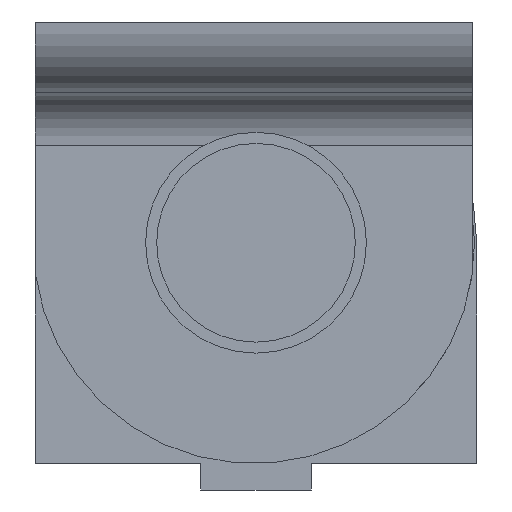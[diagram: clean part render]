
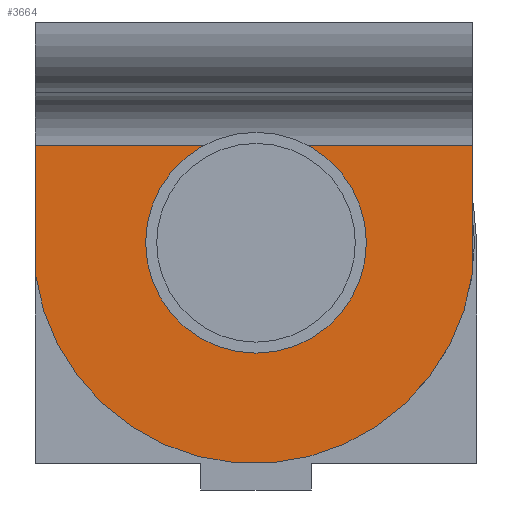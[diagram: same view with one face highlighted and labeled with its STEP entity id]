
A CAD part, left-side view. The second image highlights one B-rep face of the part: STEP entity #3664.
In plain terms, the highlighted planar face has unit normal (-1, 0, 0).
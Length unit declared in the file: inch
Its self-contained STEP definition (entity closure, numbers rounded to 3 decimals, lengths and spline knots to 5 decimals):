
#3234=CARTESIAN_POINT('',(-0.63,0.2054,0.5));
#3235=VERTEX_POINT('',#3234);
#3251=CARTESIAN_POINT('',(-0.63,-0.1954,0.5));
#3252=VERTEX_POINT('',#3251);
#3259=CARTESIAN_POINT('',(-0.63,0.005,0.5));
#3260=DIRECTION('',(1.0,0.0,0.0));
#3261=DIRECTION('',(0.0,1.0,0.0));
#3262=AXIS2_PLACEMENT_3D('',#3259,#3260,#3261);
#3263=CIRCLE('',#3262,0.2004);
#3264=EDGE_CURVE('',#3235,#3252,#3263,.T.);
#3274=CARTESIAN_POINT('',(-0.63,0.5,0.42947));
#3275=VERTEX_POINT('',#3274);
#3276=CARTESIAN_POINT('',(-0.63,-0.49,0.42947));
#3277=VERTEX_POINT('',#3276);
#3278=CARTESIAN_POINT('',(-0.63,0.005,0.5));
#3279=DIRECTION('',(-1.0,0.0,0.0));
#3280=DIRECTION('',(0.0,0.0,-1.0));
#3281=AXIS2_PLACEMENT_3D('',#3278,#3279,#3280);
#3282=CIRCLE('',#3281,0.5);
#3283=EDGE_CURVE('',#3275,#3277,#3282,.T.);
#3350=CARTESIAN_POINT('',(-0.63,-0.49,0.72));
#3351=VERTEX_POINT('',#3350);
#3359=CARTESIAN_POINT('',(-0.63,-0.49,0.72));
#3360=DIRECTION('',(0.0,0.0,-1.0));
#3361=VECTOR('',#3360,0.29053);
#3362=LINE('',#3359,#3361);
#3363=EDGE_CURVE('',#3351,#3277,#3362,.T.);
#3408=CARTESIAN_POINT('',(-0.63,0.005,0.5));
#3409=DIRECTION('',(1.0,0.0,0.0));
#3410=DIRECTION('',(0.0,1.0,0.0));
#3411=AXIS2_PLACEMENT_3D('',#3408,#3409,#3410);
#3412=CIRCLE('',#3411,0.2004);
#3413=EDGE_CURVE('',#3252,#3235,#3412,.T.);
#3508=CARTESIAN_POINT('',(-0.63,0.5,0.72));
#3509=VERTEX_POINT('',#3508);
#3510=CARTESIAN_POINT('',(-0.63,0.5,0.42947));
#3511=DIRECTION('',(0.0,0.0,1.0));
#3512=VECTOR('',#3511,0.29053);
#3513=LINE('',#3510,#3512);
#3514=EDGE_CURVE('',#3275,#3509,#3513,.T.);
#3636=CARTESIAN_POINT('',(-0.63,0.5,0.72));
#3637=DIRECTION('',(0.0,-1.0,0.0));
#3638=VECTOR('',#3637,0.99);
#3639=LINE('',#3636,#3638);
#3640=EDGE_CURVE('',#3509,#3351,#3639,.T.);
#3649=CARTESIAN_POINT('',(-0.63,-0.49,0.495));
#3650=DIRECTION('',(1.0,0.0,0.0));
#3651=DIRECTION('',(0.0,0.0,-1.0));
#3652=AXIS2_PLACEMENT_3D('',#3649,#3650,#3651);
#3653=PLANE('',#3652);
#3654=ORIENTED_EDGE('',*,*,#3283,.T.);
#3655=ORIENTED_EDGE('',*,*,#3363,.F.);
#3656=ORIENTED_EDGE('',*,*,#3640,.F.);
#3657=ORIENTED_EDGE('',*,*,#3514,.F.);
#3658=EDGE_LOOP('',(#3654,#3655,#3656,#3657));
#3659=FACE_OUTER_BOUND('',#3658,.T.);
#3660=ORIENTED_EDGE('',*,*,#3264,.T.);
#3661=ORIENTED_EDGE('',*,*,#3413,.T.);
#3662=EDGE_LOOP('',(#3660,#3661));
#3663=FACE_BOUND('',#3662,.T.);
#3664=ADVANCED_FACE('',(#3659,#3663),#3653,.F.);
